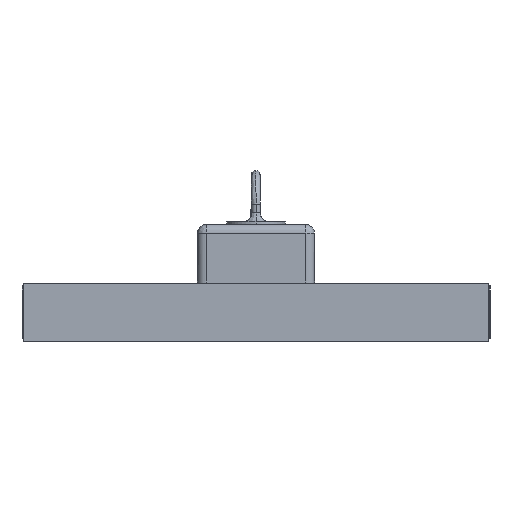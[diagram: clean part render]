
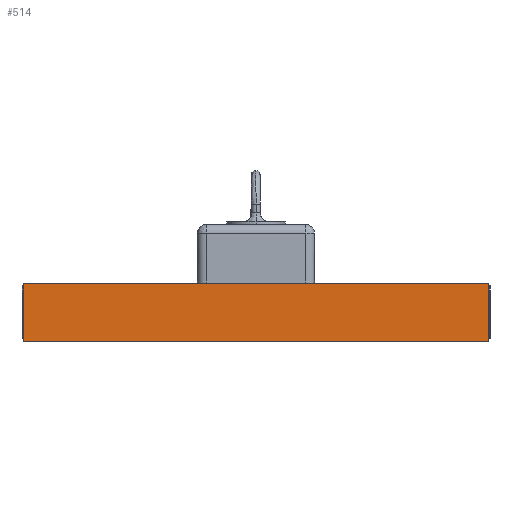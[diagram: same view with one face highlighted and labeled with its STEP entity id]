
A CAD part, left-side view. The second image highlights one B-rep face of the part: STEP entity #514.
In plain terms, the highlighted free-form (B-spline) face has degree [1, 1] with [2, 2] control points.
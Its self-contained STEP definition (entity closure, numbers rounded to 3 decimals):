
#514=ADVANCED_FACE('',(#612),#3859,.T.);
#612=FACE_OUTER_BOUND('',#713,.T.);
#713=EDGE_LOOP('',(#1079,#1080,#1081,#1082));
#1079=ORIENTED_EDGE('',*,*,#2726,.T.);
#1080=ORIENTED_EDGE('',*,*,#2727,.T.);
#1081=ORIENTED_EDGE('',*,*,#2728,.T.);
#1082=ORIENTED_EDGE('',*,*,#2724,.F.);
#1542=PCURVE('',#3858,#2007);
#1544=PCURVE('',#3859,#2009);
#1545=PCURVE('',#3859,#2010);
#1546=PCURVE('',#3859,#2011);
#1547=PCURVE('',#3859,#2012);
#1551=PCURVE('',#3860,#2016);
#2007=DEFINITIONAL_REPRESENTATION('',(#3365),#6972);
#2009=DEFINITIONAL_REPRESENTATION('',(#3368),#6972);
#2010=DEFINITIONAL_REPRESENTATION('',(#3370),#6972);
#2011=DEFINITIONAL_REPRESENTATION('',(#3372),#6972);
#2012=DEFINITIONAL_REPRESENTATION('',(#3373),#6972);
#2016=DEFINITIONAL_REPRESENTATION('',(#3380),#6972);
#2393=SURFACE_CURVE('',#3364,(#1542,#1547),.PCURVE_S1.);
#2395=SURFACE_CURVE('',#3367,(#1544),.PCURVE_S1.);
#2396=SURFACE_CURVE('',#3369,(#1545,#1551),.PCURVE_S1.);
#2397=SURFACE_CURVE('',#3371,(#1546),.PCURVE_S1.);
#2724=EDGE_CURVE('',#3744,#3742,#2393,.T.);
#2726=EDGE_CURVE('',#3744,#3745,#2395,.T.);
#2727=EDGE_CURVE('',#3745,#3746,#2396,.T.);
#2728=EDGE_CURVE('',#3746,#3742,#2397,.T.);
#3364=B_SPLINE_CURVE_WITH_KNOTS('',1,(#5747,#5748),.UNSPECIFIED.,.F.,.F.,
(2,2),(0.,1.),.UNSPECIFIED.);
#3365=B_SPLINE_CURVE_WITH_KNOTS('',1,(#5749,#5750),.UNSPECIFIED.,.F.,.F.,
(2,2),(0.,1.),.UNSPECIFIED.);
#3367=B_SPLINE_CURVE_WITH_KNOTS('',1,(#5793,#5794),.UNSPECIFIED.,.F.,.F.,
(2,2),(0.,1.),.UNSPECIFIED.);
#3368=B_SPLINE_CURVE_WITH_KNOTS('',1,(#5795,#5796),.UNSPECIFIED.,.F.,.F.,
(2,2),(0.,1.),.UNSPECIFIED.);
#3369=B_SPLINE_CURVE_WITH_KNOTS('',1,(#5797,#5798),.UNSPECIFIED.,.F.,.F.,
(2,2),(0.,1.),.UNSPECIFIED.);
#3370=B_SPLINE_CURVE_WITH_KNOTS('',1,(#5799,#5800),.UNSPECIFIED.,.F.,.F.,
(2,2),(0.,1.),.UNSPECIFIED.);
#3371=B_SPLINE_CURVE_WITH_KNOTS('',1,(#5801,#5802),.UNSPECIFIED.,.F.,.F.,
(2,2),(-1.,0.),.UNSPECIFIED.);
#3372=B_SPLINE_CURVE_WITH_KNOTS('',1,(#5803,#5804),.UNSPECIFIED.,.F.,.F.,
(2,2),(-1.,0.),.UNSPECIFIED.);
#3373=B_SPLINE_CURVE_WITH_KNOTS('',1,(#5805,#5806),.UNSPECIFIED.,.F.,.F.,
(2,2),(0.,1.),.UNSPECIFIED.);
#3380=B_SPLINE_CURVE_WITH_KNOTS('',1,(#5819,#5820),.UNSPECIFIED.,.F.,.F.,
(2,2),(0.,1.),.UNSPECIFIED.);
#3742=VERTEX_POINT('',#5536);
#3744=VERTEX_POINT('',#5538);
#3745=VERTEX_POINT('',#5539);
#3746=VERTEX_POINT('',#5540);
#3858=B_SPLINE_SURFACE_WITH_KNOTS('',1,1,((#5492,#5493),(#5494,#5495)),
 .UNSPECIFIED.,.F.,.F.,.F.,(2,2),(2,2),(0.,1.),(0.,1.),.UNSPECIFIED.);
#3859=B_SPLINE_SURFACE_WITH_KNOTS('',1,1,((#5496,#5497),(#5498,#5499)),
 .UNSPECIFIED.,.F.,.F.,.F.,(2,2),(2,2),(0.,1.),(0.,1.),.UNSPECIFIED.);
#3860=B_SPLINE_SURFACE_WITH_KNOTS('',1,1,((#5500,#5501),(#5502,#5503)),
 .UNSPECIFIED.,.F.,.F.,.F.,(2,2),(2,2),(0.,1.),(0.,1.),.UNSPECIFIED.);
#5492=CARTESIAN_POINT('',(0.3,-0.795,0.2));
#5493=CARTESIAN_POINT('',(0.3,0.795,0.2));
#5494=CARTESIAN_POINT('',(-1.6,-0.795,0.2));
#5495=CARTESIAN_POINT('',(-1.6,0.795,0.2));
#5496=CARTESIAN_POINT('',(-1.6,-0.795,0.2));
#5497=CARTESIAN_POINT('',(-1.6,0.795,0.2));
#5498=CARTESIAN_POINT('',(-1.6,-0.795,0.));
#5499=CARTESIAN_POINT('',(-1.6,0.795,0.));
#5500=CARTESIAN_POINT('',(-1.6,-0.795,0.));
#5501=CARTESIAN_POINT('',(-1.6,0.795,0.));
#5502=CARTESIAN_POINT('',(-1.1,-0.795,0.));
#5503=CARTESIAN_POINT('',(-1.1,0.795,0.));
#5536=CARTESIAN_POINT('',(-1.6,0.795,0.2));
#5538=CARTESIAN_POINT('',(-1.6,-0.795,0.2));
#5539=CARTESIAN_POINT('',(-1.6,-0.795,0.));
#5540=CARTESIAN_POINT('',(-1.6,0.795,0.));
#5747=CARTESIAN_POINT('',(-1.6,-0.795,0.2));
#5748=CARTESIAN_POINT('',(-1.6,0.795,0.2));
#5749=CARTESIAN_POINT('',(1.,0.));
#5750=CARTESIAN_POINT('',(1.,1.));
#5793=CARTESIAN_POINT('',(-1.6,-0.795,0.2));
#5794=CARTESIAN_POINT('',(-1.6,-0.795,0.));
#5795=CARTESIAN_POINT('',(0.,0.));
#5796=CARTESIAN_POINT('',(1.,0.));
#5797=CARTESIAN_POINT('',(-1.6,-0.795,0.));
#5798=CARTESIAN_POINT('',(-1.6,0.795,0.));
#5799=CARTESIAN_POINT('',(1.,0.));
#5800=CARTESIAN_POINT('',(1.,1.));
#5801=CARTESIAN_POINT('',(-1.6,0.795,0.));
#5802=CARTESIAN_POINT('',(-1.6,0.795,0.2));
#5803=CARTESIAN_POINT('',(1.,1.));
#5804=CARTESIAN_POINT('',(0.,1.));
#5805=CARTESIAN_POINT('',(0.,0.));
#5806=CARTESIAN_POINT('',(0.,1.));
#5819=CARTESIAN_POINT('',(0.,0.));
#5820=CARTESIAN_POINT('',(0.,1.));
#6972=(
GEOMETRIC_REPRESENTATION_CONTEXT(2)
PARAMETRIC_REPRESENTATION_CONTEXT()
REPRESENTATION_CONTEXT('pspace','')
);
